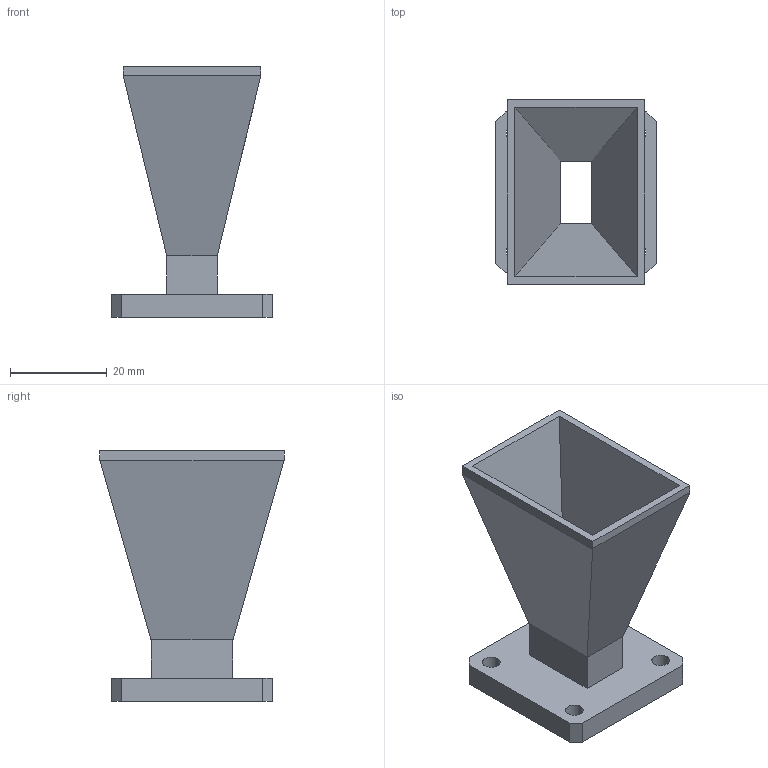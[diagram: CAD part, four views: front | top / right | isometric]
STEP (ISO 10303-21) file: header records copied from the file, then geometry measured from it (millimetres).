
FILE_DESCRIPTION (( 'STEP AP214' ), '1' );
FILE_NAME ('FMWAN051-15.step', '2021-09-15T18:11:35', ( '' ), ( '' ), 'SwSTEP 2.0', 'SolidWorks 2021', '' );
FILE_SCHEMA (( 'AUTOMOTIVE_DESIGN' ));
Length unit declared in the file: millimetre
Products named in the file (1): FMWAN051-15
Bounding box: 33.27 x 38.25 x 51.8 mm (x, y, z)
Volume: 12807.9 mm3; surface area: 10853.7 mm2
Topology: 1 solids, 1 shells, 40 faces, 112 edges, 76 vertices
Faces by surface type: plane 32, cylinder 8
Entity records: 1349 total; most frequent: CARTESIAN_POINT 229, ORIENTED_EDGE 224, DIRECTION 210, EDGE_CURVE 112, VECTOR 96, LINE 96, VERTEX_POINT 76, AXIS2_PLACEMENT_3D 57
